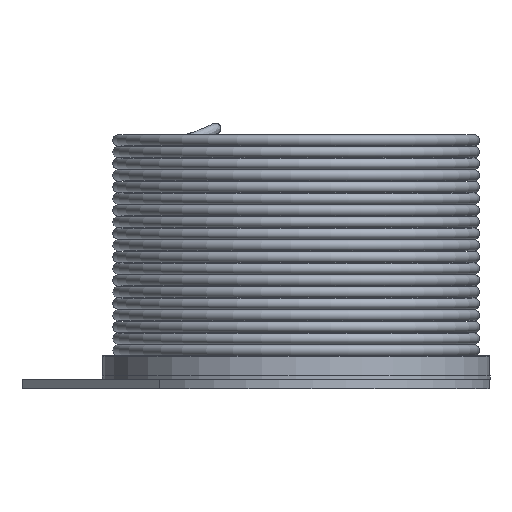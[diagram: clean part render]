
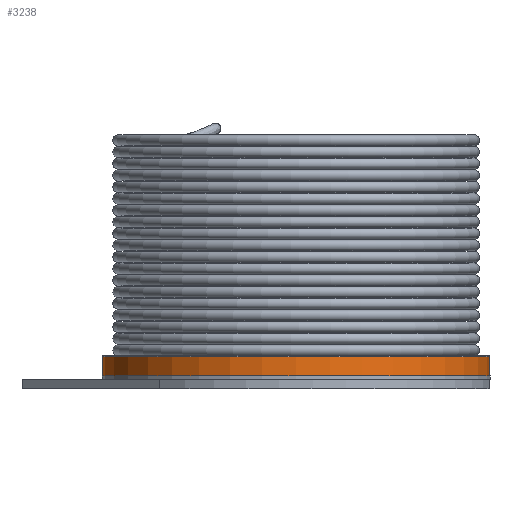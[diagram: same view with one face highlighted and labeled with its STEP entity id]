
A CAD part, left-side view. The second image highlights one B-rep face of the part: STEP entity #3238.
In plain terms, the highlighted cylindrical face has radius 3 mm (diameter 6 mm), a full revolution.
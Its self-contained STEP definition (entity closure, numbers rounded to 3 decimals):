
#295=CYLINDRICAL_SURFACE('',#5247,3.);
#306=CIRCLE('',#5248,3.);
#307=CIRCLE('',#5249,3.);
#726=ORIENTED_EDGE('',*,*,#1347,.F.);
#727=ORIENTED_EDGE('',*,*,#1348,.T.);
#1347=EDGE_CURVE('',#1669,#1669,#306,.T.);
#1348=EDGE_CURVE('',#1670,#1670,#307,.T.);
#1669=VERTEX_POINT('',#6963);
#1670=VERTEX_POINT('',#6965);
#2057=EDGE_LOOP('',(#726));
#2058=EDGE_LOOP('',(#727));
#2637=FACE_BOUND('',#2057,.T.);
#2638=FACE_BOUND('',#2058,.T.);
#3238=ADVANCED_FACE('',(#2637,#2638),#295,.T.);
#5247=AXIS2_PLACEMENT_3D('',#6961,#5712,#5713);
#5248=AXIS2_PLACEMENT_3D('',#6962,#5714,#5715);
#5249=AXIS2_PLACEMENT_3D('',#6964,#5716,#5717);
#5712=DIRECTION('',(0.,0.,1.));
#5713=DIRECTION('',(1.,0.,0.));
#5714=DIRECTION('',(0.,0.,-1.));
#5715=DIRECTION('',(1.,0.,0.));
#5716=DIRECTION('',(0.,0.,-1.));
#5717=DIRECTION('',(1.,0.,0.));
#6961=CARTESIAN_POINT('',(0.,0.,-0.3));
#6962=CARTESIAN_POINT('',(0.,0.,-0.3));
#6963=CARTESIAN_POINT('',(3.,0.,-0.3));
#6964=CARTESIAN_POINT('',(0.,0.,0.));
#6965=CARTESIAN_POINT('',(3.,0.,0.));
